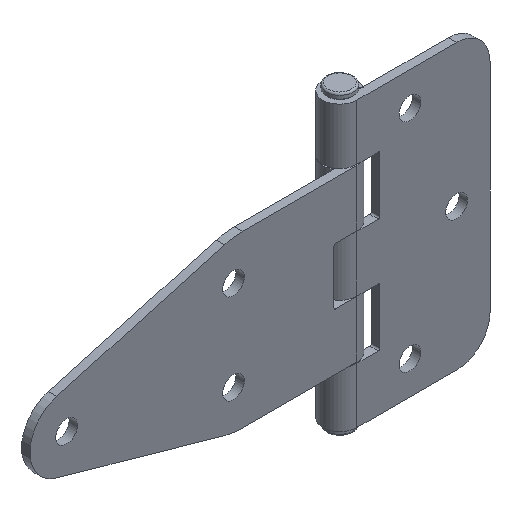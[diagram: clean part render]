
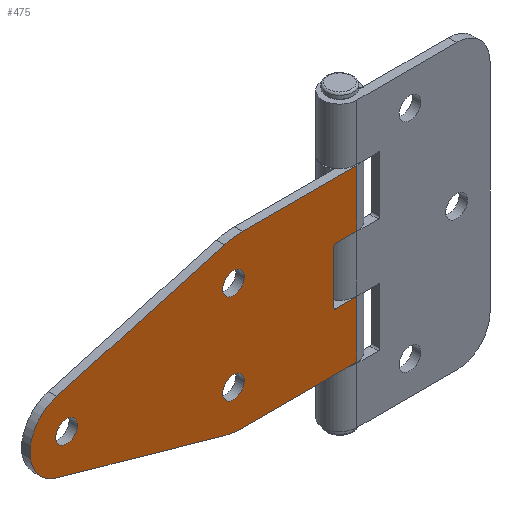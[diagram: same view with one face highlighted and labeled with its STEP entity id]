
A CAD part, isometric view. The second image highlights one B-rep face of the part: STEP entity #475.
In plain terms, the highlighted planar face has unit normal (0, -1, 0).
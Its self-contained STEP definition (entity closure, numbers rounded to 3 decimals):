
#475 = ADVANCED_FACE( '', ( #1054, #1055, #1056, #1057 ), #1058, .F. );
#1054 = FACE_OUTER_BOUND( '', #1704, .T. );
#1055 = FACE_BOUND( '', #1705, .T. );
#1056 = FACE_BOUND( '', #1706, .T. );
#1057 = FACE_BOUND( '', #1707, .T. );
#1058 = PLANE( '', #1708 );
#1704 = EDGE_LOOP( '', ( #4062, #4063, #4064, #4065, #4066, #4067, #4068, #4069, #4070, #4071, #4072, #4073, #4074, #4075, #4076, #4077 ) );
#1705 = EDGE_LOOP( '', ( #4078 ) );
#1706 = EDGE_LOOP( '', ( #4079 ) );
#1707 = EDGE_LOOP( '', ( #4080 ) );
#1708 = AXIS2_PLACEMENT_3D( '', #4081, #4082, #4083 );
#4062 = ORIENTED_EDGE( '', *, *, #5244, .T. );
#4063 = ORIENTED_EDGE( '', *, *, #5245, .T. );
#4064 = ORIENTED_EDGE( '', *, *, #5246, .T. );
#4065 = ORIENTED_EDGE( '', *, *, #5247, .T. );
#4066 = ORIENTED_EDGE( '', *, *, #5248, .F. );
#4067 = ORIENTED_EDGE( '', *, *, #5249, .T. );
#4068 = ORIENTED_EDGE( '', *, *, #5250, .T. );
#4069 = ORIENTED_EDGE( '', *, *, #5251, .T. );
#4070 = ORIENTED_EDGE( '', *, *, #5252, .F. );
#4071 = ORIENTED_EDGE( '', *, *, #5253, .T. );
#4072 = ORIENTED_EDGE( '', *, *, #5254, .T. );
#4073 = ORIENTED_EDGE( '', *, *, #5255, .T. );
#4074 = ORIENTED_EDGE( '', *, *, #5256, .T. );
#4075 = ORIENTED_EDGE( '', *, *, #5257, .T. );
#4076 = ORIENTED_EDGE( '', *, *, #5258, .T. );
#4077 = ORIENTED_EDGE( '', *, *, #5259, .T. );
#4078 = ORIENTED_EDGE( '', *, *, #5260, .F. );
#4079 = ORIENTED_EDGE( '', *, *, #5261, .F. );
#4080 = ORIENTED_EDGE( '', *, *, #5262, .F. );
#4081 = CARTESIAN_POINT( '', ( 0., -5.125, -25.5 ) );
#4082 = DIRECTION( '', ( 0., 1., 0. ) );
#4083 = DIRECTION( '', ( 1., 0., 0. ) );
#5244 = EDGE_CURVE( '', #6612, #6613, #6614, .T. );
#5245 = EDGE_CURVE( '', #6613, #6615, #6616, .T. );
#5246 = EDGE_CURVE( '', #6615, #6617, #6618, .T. );
#5247 = EDGE_CURVE( '', #6617, #6619, #6620, .T. );
#5248 = EDGE_CURVE( '', #6621, #6619, #6622, .T. );
#5249 = EDGE_CURVE( '', #6621, #6623, #6624, .T. );
#5250 = EDGE_CURVE( '', #6623, #6625, #6626, .T. );
#5251 = EDGE_CURVE( '', #6625, #6627, #6628, .T. );
#5252 = EDGE_CURVE( '', #6629, #6627, #6630, .T. );
#5253 = EDGE_CURVE( '', #6629, #6631, #6632, .T. );
#5254 = EDGE_CURVE( '', #6631, #6633, #6634, .T. );
#5255 = EDGE_CURVE( '', #6633, #6635, #6636, .T. );
#5256 = EDGE_CURVE( '', #6635, #6637, #6638, .T. );
#5257 = EDGE_CURVE( '', #6637, #6639, #6640, .T. );
#5258 = EDGE_CURVE( '', #6639, #6641, #6642, .T. );
#5259 = EDGE_CURVE( '', #6641, #6612, #6643, .T. );
#5260 = EDGE_CURVE( '', #6644, #6644, #6645, .T. );
#5261 = EDGE_CURVE( '', #6646, #6646, #6647, .T. );
#5262 = EDGE_CURVE( '', #6648, #6648, #6649, .T. );
#6612 = VERTEX_POINT( '', #8960 );
#6613 = VERTEX_POINT( '', #8961 );
#6614 = LINE( '', #8962, #8963 );
#6615 = VERTEX_POINT( '', #8964 );
#6616 = CIRCLE( '', #8965, 20. );
#6617 = VERTEX_POINT( '', #8966 );
#6618 = LINE( '', #8967, #8968 );
#6619 = VERTEX_POINT( '', #8969 );
#6620 = CIRCLE( '', #8970, 11. );
#6621 = VERTEX_POINT( '', #8971 );
#6622 = LINE( '', #8972, #8973 );
#6623 = VERTEX_POINT( '', #8974 );
#6624 = CIRCLE( '', #8975, 11. );
#6625 = VERTEX_POINT( '', #8976 );
#6626 = LINE( '', #8977, #8978 );
#6627 = VERTEX_POINT( '', #8979 );
#6628 = CIRCLE( '', #8980, 20. );
#6629 = VERTEX_POINT( '', #8981 );
#6630 = LINE( '', #8982, #8983 );
#6631 = VERTEX_POINT( '', #8984 );
#6632 = LINE( '', #8985, #8986 );
#6633 = VERTEX_POINT( '', #8987 );
#6634 = LINE( '', #8988, #8989 );
#6635 = VERTEX_POINT( '', #8990 );
#6636 = CIRCLE( '', #8991, 0.5 );
#6637 = VERTEX_POINT( '', #8992 );
#6638 = LINE( '', #8993, #8994 );
#6639 = VERTEX_POINT( '', #8995 );
#6640 = CIRCLE( '', #8996, 0.5 );
#6641 = VERTEX_POINT( '', #8997 );
#6642 = LINE( '', #8998, #8999 );
#6643 = LINE( '', #9000, #9001 );
#6644 = VERTEX_POINT( '', #9002 );
#6645 = CIRCLE( '', #9003, 3.25 );
#6646 = VERTEX_POINT( '', #9004 );
#6647 = CIRCLE( '', #9005, 3.25 );
#6648 = VERTEX_POINT( '', #9006 );
#6649 = CIRCLE( '', #9007, 3.25 );
#8960 = CARTESIAN_POINT( '', ( 0., -5.125, 25.5 ) );
#8961 = CARTESIAN_POINT( '', ( -34.234, -5.125, 25.5 ) );
#8962 = CARTESIAN_POINT( '', ( 0., -5.125, 25.5 ) );
#8963 = VECTOR( '', #10208, 1000. );
#8964 = CARTESIAN_POINT( '', ( -39.653, -5.125, 24.752 ) );
#8965 = AXIS2_PLACEMENT_3D( '', #10209, #10210, #10211 );
#8966 = CARTESIAN_POINT( '', ( -89.975, -5.125, 10.589 ) );
#8967 = CARTESIAN_POINT( '', ( -16.016, -5.125, 31.405 ) );
#8968 = VECTOR( '', #10212, 1000. );
#8969 = CARTESIAN_POINT( '', ( -97.875, -5.125, 1.62 ) );
#8970 = AXIS2_PLACEMENT_3D( '', #10213, #10214, #10215 );
#8971 = CARTESIAN_POINT( '', ( -97.875, -5.125, -1.62 ) );
#8972 = CARTESIAN_POINT( '', ( -97.875, -5.125, -25.5 ) );
#8973 = VECTOR( '', #10216, 1000. );
#8974 = CARTESIAN_POINT( '', ( -89.975, -5.125, -10.589 ) );
#8975 = AXIS2_PLACEMENT_3D( '', #10217, #10218, #10219 );
#8976 = CARTESIAN_POINT( '', ( -39.653, -5.125, -24.752 ) );
#8977 = CARTESIAN_POINT( '', ( -2.715, -5.125, -35.148 ) );
#8978 = VECTOR( '', #10220, 1000. );
#8979 = CARTESIAN_POINT( '', ( -34.234, -5.125, -25.5 ) );
#8980 = AXIS2_PLACEMENT_3D( '', #10221, #10222, #10223 );
#8981 = CARTESIAN_POINT( '', ( 0., -5.125, -25.5 ) );
#8982 = CARTESIAN_POINT( '', ( 0., -5.125, -25.5 ) );
#8983 = VECTOR( '', #10224, 1000. );
#8984 = CARTESIAN_POINT( '', ( 0., -5.125, -8.5 ) );
#8985 = CARTESIAN_POINT( '', ( 0., -5.125, -25.5 ) );
#8986 = VECTOR( '', #10225, 1000. );
#8987 = CARTESIAN_POINT( '', ( -6.375, -5.125, -8.5 ) );
#8988 = CARTESIAN_POINT( '', ( 0., -5.125, -8.5 ) );
#8989 = VECTOR( '', #10226, 1000. );
#8990 = CARTESIAN_POINT( '', ( -6.875, -5.125, -8. ) );
#8991 = AXIS2_PLACEMENT_3D( '', #10227, #10228, #10229 );
#8992 = CARTESIAN_POINT( '', ( -6.875, -5.125, 8. ) );
#8993 = CARTESIAN_POINT( '', ( -6.875, -5.125, -25.5 ) );
#8994 = VECTOR( '', #10230, 1000. );
#8995 = CARTESIAN_POINT( '', ( -6.375, -5.125, 8.5 ) );
#8996 = AXIS2_PLACEMENT_3D( '', #10231, #10232, #10233 );
#8997 = CARTESIAN_POINT( '', ( 0., -5.125, 8.5 ) );
#8998 = CARTESIAN_POINT( '', ( 0., -5.125, 8.5 ) );
#8999 = VECTOR( '', #10234, 1000. );
#9000 = CARTESIAN_POINT( '', ( 0., -5.125, -25.5 ) );
#9001 = VECTOR( '', #10235, 1000. );
#9002 = CARTESIAN_POINT( '', ( -33.745, -5.125, 13.5 ) );
#9003 = AXIS2_PLACEMENT_3D( '', #10236, #10237, #10238 );
#9004 = CARTESIAN_POINT( '', ( -33.745, -5.125, -13.5 ) );
#9005 = AXIS2_PLACEMENT_3D( '', #10239, #10240, #10241 );
#9006 = CARTESIAN_POINT( '', ( -83.745, -5.125, 0. ) );
#9007 = AXIS2_PLACEMENT_3D( '', #10242, #10243, #10244 );
#10208 = DIRECTION( '', ( -1., 0., 0. ) );
#10209 = CARTESIAN_POINT( '', ( -34.234, -5.125, 5.5 ) );
#10210 = DIRECTION( '', ( 0., -1., 0. ) );
#10211 = DIRECTION( '', ( 1., 0., 0. ) );
#10212 = DIRECTION( '', ( -0.963, 0., -0.271 ) );
#10213 = CARTESIAN_POINT( '', ( -86.995, -5.125, 0. ) );
#10214 = DIRECTION( '', ( 0., -1., 0. ) );
#10215 = DIRECTION( '', ( 1., 0., 0. ) );
#10216 = DIRECTION( '', ( 0., 0., 1. ) );
#10217 = CARTESIAN_POINT( '', ( -86.995, -5.125, 0. ) );
#10218 = DIRECTION( '', ( 0., -1., 0. ) );
#10219 = DIRECTION( '', ( 1., 0., 0. ) );
#10220 = DIRECTION( '', ( 0.963, 0., -0.271 ) );
#10221 = CARTESIAN_POINT( '', ( -34.234, -5.125, -5.5 ) );
#10222 = DIRECTION( '', ( 0., -1., 0. ) );
#10223 = DIRECTION( '', ( 1., 0., 0. ) );
#10224 = DIRECTION( '', ( -1., 0., 0. ) );
#10225 = DIRECTION( '', ( 0., 0., 1. ) );
#10226 = DIRECTION( '', ( -1., 0., 0. ) );
#10227 = CARTESIAN_POINT( '', ( -6.375, -5.125, -8. ) );
#10228 = DIRECTION( '', ( 0., 1., 0. ) );
#10229 = DIRECTION( '', ( 1., 0., 0. ) );
#10230 = DIRECTION( '', ( 0., 0., 1. ) );
#10231 = CARTESIAN_POINT( '', ( -6.375, -5.125, 8. ) );
#10232 = DIRECTION( '', ( 0., 1., 0. ) );
#10233 = DIRECTION( '', ( 1., 0., 0. ) );
#10234 = DIRECTION( '', ( 1., 0., 0. ) );
#10235 = DIRECTION( '', ( 0., 0., 1. ) );
#10236 = CARTESIAN_POINT( '', ( -36.995, -5.125, 13.5 ) );
#10237 = DIRECTION( '', ( 0., -1., 0. ) );
#10238 = DIRECTION( '', ( 1., 0., 0. ) );
#10239 = CARTESIAN_POINT( '', ( -36.995, -5.125, -13.5 ) );
#10240 = DIRECTION( '', ( 0., -1., 0. ) );
#10241 = DIRECTION( '', ( 1., 0., 0. ) );
#10242 = CARTESIAN_POINT( '', ( -86.995, -5.125, 0. ) );
#10243 = DIRECTION( '', ( 0., -1., 0. ) );
#10244 = DIRECTION( '', ( 1., 0., 0. ) );
